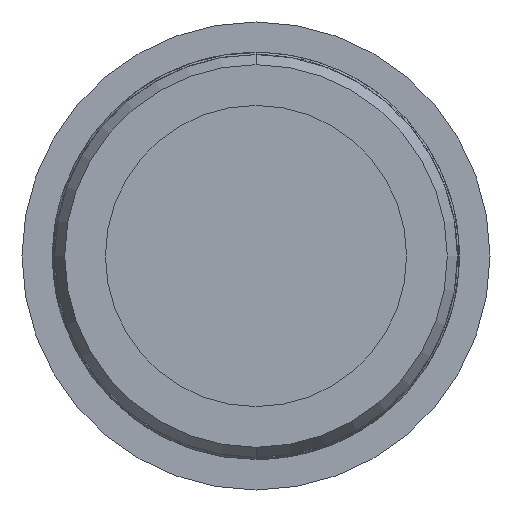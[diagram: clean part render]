
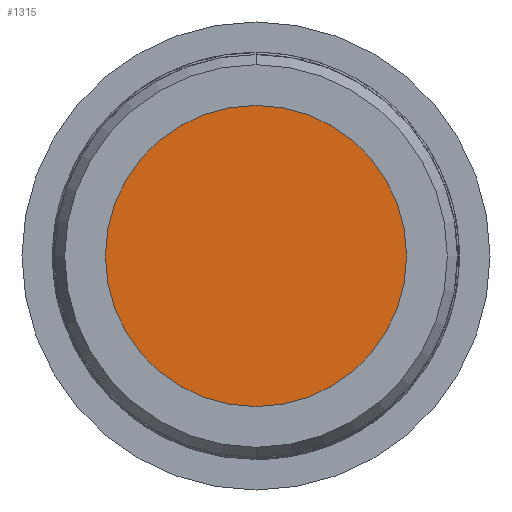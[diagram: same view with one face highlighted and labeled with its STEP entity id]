
A CAD part, front view. The second image highlights one B-rep face of the part: STEP entity #1315.
In plain terms, the highlighted planar face has unit normal (0, -1, 0).
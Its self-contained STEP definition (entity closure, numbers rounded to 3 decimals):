
#15 = AXIS2_PLACEMENT_3D ( 'NONE', #1114, #1703, #2223 ) ;
#239 = VERTEX_POINT ( 'NONE', #1793 ) ;
#522 = ORIENTED_EDGE ( 'NONE', *, *, #1580, .T. ) ;
#1058 = EDGE_CURVE ( 'Defeature ausgef�hrt1_20+Defeature ausgef�hrt1_21+Defeature ausgef�hrt1_21+Defeature ausgef�hrt1_21', #239, #2698, #1345, .T. ) ;
#1114 = CARTESIAN_POINT ( 'NONE',  ( 0., -38., 0. ) ) ;
#1315 = ADVANCED_FACE ( 'Defeature ausgef�hrt1_20', ( #1786 ), #1763, .T. ) ;
#1319 = DIRECTION ( 'NONE',  ( 0., 0., -1. ) ) ;
#1345 = CIRCLE ( 'NONE', #3673, 0.37 ) ;
#1359 = CARTESIAN_POINT ( 'NONE',  ( 0., -38., 0. ) ) ;
#1580 = EDGE_CURVE ( 'Defeature ausgef�hrt1_20+Defeature ausgef�hrt1_21+Defeature ausgef�hrt1_21+Defeature ausgef�hrt1_21', #2698, #239, #1648, .T. ) ;
#1607 = DIRECTION ( 'NONE',  ( 0., -1., 0. ) ) ;
#1648 = CIRCLE ( 'NONE', #15, 0.37 ) ;
#1678 = ORIENTED_EDGE ( 'NONE', *, *, #1058, .T. ) ;
#1703 = DIRECTION ( 'NONE',  ( 0., -1., 0. ) ) ;
#1763 = PLANE ( 'NONE',  #1951 ) ;
#1786 = FACE_OUTER_BOUND ( 'NONE', #2030, .T. ) ;
#1793 = CARTESIAN_POINT ( 'NONE',  ( 0., -38., 0.37 ) ) ;
#1951 = AXIS2_PLACEMENT_3D ( 'NONE', #2094, #3268, #3245 ) ;
#2030 = EDGE_LOOP ( 'NONE', ( #522, #1678 ) ) ;
#2094 = CARTESIAN_POINT ( 'NONE',  ( 0., -38., 0. ) ) ;
#2223 = DIRECTION ( 'NONE',  ( 0., 0., -1. ) ) ;
#2698 = VERTEX_POINT ( 'NONE', #3272 ) ;
#3245 = DIRECTION ( 'NONE',  ( 0., 0., -1. ) ) ;
#3268 = DIRECTION ( 'NONE',  ( 0., -1., 0. ) ) ;
#3272 = CARTESIAN_POINT ( 'NONE',  ( 0., -38., -0.37 ) ) ;
#3673 = AXIS2_PLACEMENT_3D ( 'NONE', #1359, #1607, #1319 ) ;
